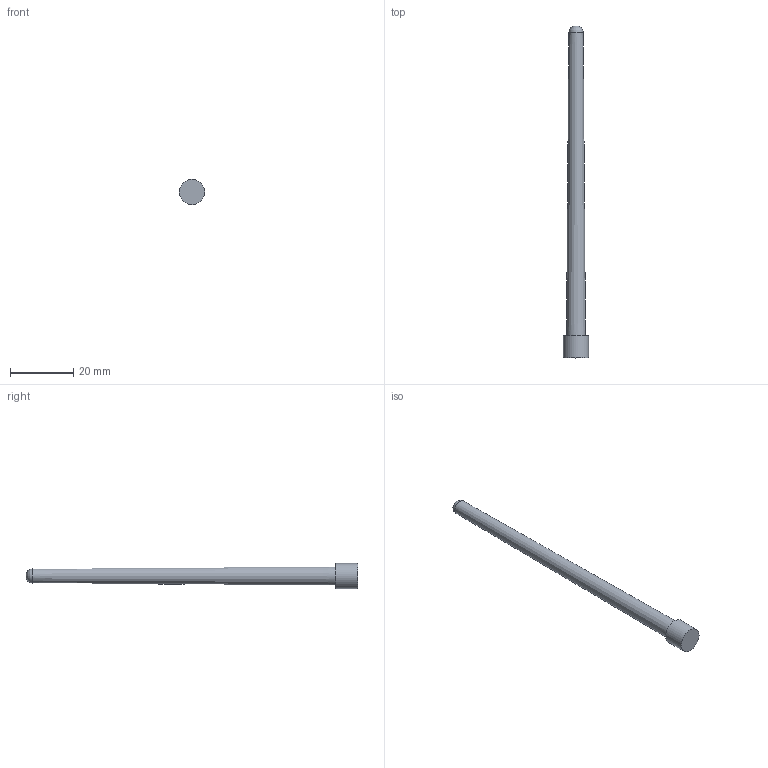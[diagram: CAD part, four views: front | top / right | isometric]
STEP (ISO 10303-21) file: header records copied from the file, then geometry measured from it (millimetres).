
FILE_DESCRIPTION(/* description */ (''),/* implementation_level */ '2;1');
FILE_NAME(/* name */ 'Dipole Antenna.stp',/* time_stamp */ '2020-05-08T23:58:00+05:00',/* author */ (''),/* organization */ (''),/* preprocessor_version */ 'ST-DEVELOPER v15.2',/* originating_system */ 'Autodesk Translator Framework v2.0.0.5431',/* authorisation */ '');
FILE_SCHEMA (('AUTOMOTIVE_DESIGN { 1 0 10303 214 3 1 1 }'));
Length unit declared in the file: centimetre
Products named in the file (1): antenna
Bounding box: 8 x 105 x 8 mm (x, y, z)
Volume: 2478.1 mm3; surface area: 1866.8 mm2
Topology: 1 solids, 1 shells, 6 faces, 8 edges, 5 vertices
Faces by surface type: plane 3, cylinder 1, bspline 1, cone 1
Full cylindrical faces by diameter (mm): 8 x1
Entity records: 159 total; most frequent: CARTESIAN_POINT 46, DIRECTION 22, ORIENTED_EDGE 12, AXIS2_PLACEMENT_3D 11, EDGE_LOOP 9, FACE_OUTER_BOUND 6, EDGE_CURVE 6, ADVANCED_FACE 6
